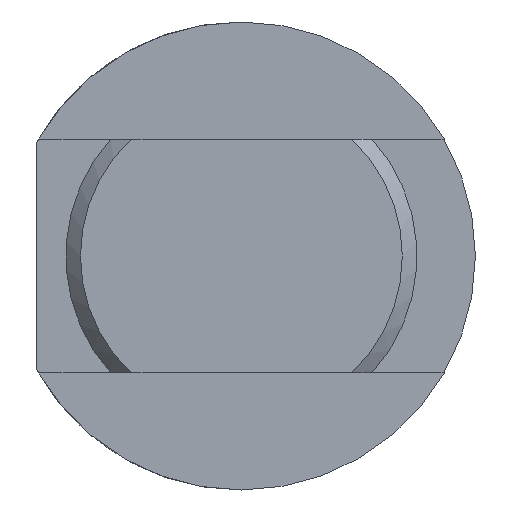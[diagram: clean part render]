
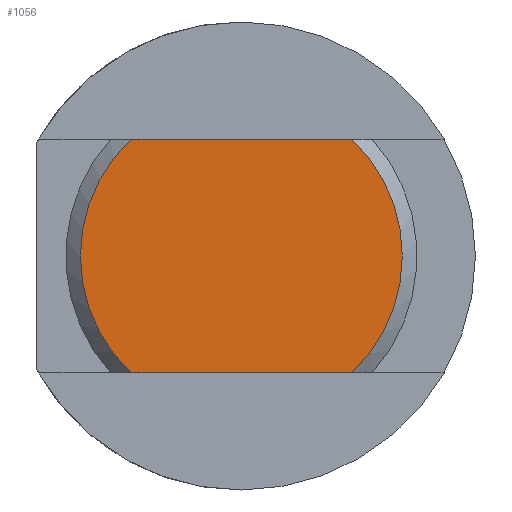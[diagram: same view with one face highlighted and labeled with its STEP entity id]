
A CAD part, left-side view. The second image highlights one B-rep face of the part: STEP entity #1056.
In plain terms, the highlighted planar face has unit normal (-1, 0, 0).
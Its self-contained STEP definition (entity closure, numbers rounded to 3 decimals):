
#148 = DIRECTION ( 'NONE',  ( 0., 0., -1. ) ) ;
#149 = DIRECTION ( 'NONE',  ( 1., 0., 0. ) ) ;
#151 = PLANE ( 'NONE',  #2784 ) ;
#152 = CARTESIAN_POINT ( 'NONE',  ( 0., 0., 0. ) ) ;
#716 = ORIENTED_EDGE ( 'NONE', *, *, #1296, .F. ) ;
#717 = ORIENTED_EDGE ( 'NONE', *, *, #1295, .T. ) ;
#718 = ORIENTED_EDGE ( 'NONE', *, *, #1292, .F. ) ;
#719 = ORIENTED_EDGE ( 'NONE', *, *, #1297, .T. ) ;
#943 = EDGE_LOOP ( 'NONE', ( #716, #717, #718, #719 ) ) ;
#1056 = ADVANCED_FACE ( 'NONE', ( #1381 ), #151, .F. ) ;
#1292 = EDGE_CURVE ( 'NONE', #3391, #3390, #1708, .T. ) ;
#1295 = EDGE_CURVE ( 'NONE', #3386, #3390, #1714, .T. ) ;
#1296 = EDGE_CURVE ( 'NONE', #3386, #3388, #1713, .T. ) ;
#1297 = EDGE_CURVE ( 'NONE', #3391, #3388, #1717, .T. ) ;
#1381 = FACE_OUTER_BOUND ( 'NONE', #943, .T. ) ;
#1702 = VECTOR ( 'NONE', #2419, 1000. ) ;
#1705 = VECTOR ( 'NONE', #2431, 1000. ) ;
#1708 = LINE ( 'NONE', #2413, #1702 ) ;
#1713 = LINE ( 'NONE', #2424, #1705 ) ;
#1714 = CIRCLE ( 'NONE', #2925, 5.5 ) ;
#1717 = CIRCLE ( 'NONE', #2922, 5.5 ) ;
#2413 = CARTESIAN_POINT ( 'NONE',  ( 0., 6.928, 4. ) ) ;
#2419 = DIRECTION ( 'NONE',  ( 0., -1., 0. ) ) ;
#2424 = CARTESIAN_POINT ( 'NONE',  ( 0., 6.928, -4. ) ) ;
#2427 = CARTESIAN_POINT ( 'NONE',  ( 0., 0., 0. ) ) ;
#2428 = DIRECTION ( 'NONE',  ( -1., 0., 0. ) ) ;
#2429 = DIRECTION ( 'NONE',  ( 0., 0., -1. ) ) ;
#2430 = CARTESIAN_POINT ( 'NONE',  ( 0., 0., 0. ) ) ;
#2431 = DIRECTION ( 'NONE',  ( 0., 1., 0. ) ) ;
#2433 = DIRECTION ( 'NONE',  ( -1., 0., 0. ) ) ;
#2434 = DIRECTION ( 'NONE',  ( 0., 0., -1. ) ) ;
#2670 = CARTESIAN_POINT ( 'NONE',  ( 0., -3.775, -4. ) ) ;
#2672 = CARTESIAN_POINT ( 'NONE',  ( 0., 3.775, -4. ) ) ;
#2674 = CARTESIAN_POINT ( 'NONE',  ( 0., -3.775, 4. ) ) ;
#2675 = CARTESIAN_POINT ( 'NONE',  ( 0., 3.775, 4. ) ) ;
#2784 = AXIS2_PLACEMENT_3D ( 'NONE', #152, #149, #148 ) ;
#2922 = AXIS2_PLACEMENT_3D ( 'NONE', #2430, #2433, #2434 ) ;
#2925 = AXIS2_PLACEMENT_3D ( 'NONE', #2427, #2428, #2429 ) ;
#3386 = VERTEX_POINT ( 'NONE', #2670 ) ;
#3388 = VERTEX_POINT ( 'NONE', #2672 ) ;
#3390 = VERTEX_POINT ( 'NONE', #2674 ) ;
#3391 = VERTEX_POINT ( 'NONE', #2675 ) ;
